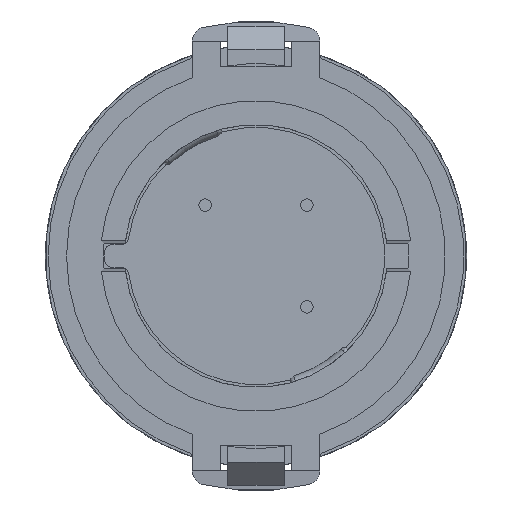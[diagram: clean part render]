
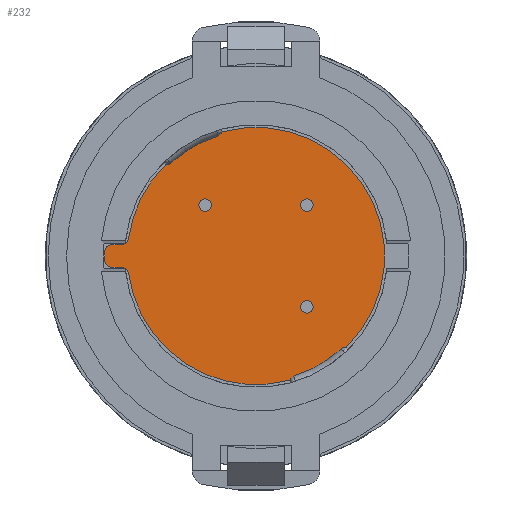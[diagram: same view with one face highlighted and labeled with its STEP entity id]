
A CAD part, front view. The second image highlights one B-rep face of the part: STEP entity #232.
In plain terms, the highlighted planar face has unit normal (0, -1, 0).
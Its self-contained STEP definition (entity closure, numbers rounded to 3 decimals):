
#28 = VERTEX_POINT ( 'NONE', #3195 ) ;
#30 = VERTEX_POINT ( 'NONE', #3196 ) ;
#31 = VERTEX_POINT ( 'NONE', #3200 ) ;
#33 = VERTEX_POINT ( 'NONE', #3332 ) ;
#140 = VERTEX_POINT ( 'NONE', #3303 ) ;
#232 = ADVANCED_FACE ( 'NONE', ( #1572 ), #928, .F. ) ;
#558 = DIRECTION ( 'NONE',  ( -0.707, 0., 0.707 ) ) ;
#559 = DIRECTION ( 'NONE',  ( 0., 1., 0. ) ) ;
#560 = CARTESIAN_POINT ( 'NONE',  ( -4.756, -8.4, 0.65 ) ) ;
#565 = CARTESIAN_POINT ( 'NONE',  ( -5.35, -8.4, -0.15 ) ) ;
#568 = DIRECTION ( 'NONE',  ( 0., 0., -1. ) ) ;
#614 = DIRECTION ( 'NONE',  ( -0.707, 0., 0.707 ) ) ;
#615 = DIRECTION ( 'NONE',  ( 0., -1., 0. ) ) ;
#616 = CARTESIAN_POINT ( 'NONE',  ( -5.1, -8.4, 0.15 ) ) ;
#634 = DIRECTION ( 'NONE',  ( -0.707, 0., 0.707 ) ) ;
#635 = DIRECTION ( 'NONE',  ( 0., 1., 0. ) ) ;
#636 = CARTESIAN_POINT ( 'NONE',  ( -4.756, -8.4, -0.65 ) ) ;
#923 = DIRECTION ( 'NONE',  ( -0.707, 0., 0.707 ) ) ;
#924 = DIRECTION ( 'NONE',  ( 0., 1., 0. ) ) ;
#928 = PLANE ( 'NONE',  #3541 ) ;
#931 = CARTESIAN_POINT ( 'NONE',  ( 0., -8.4, 0. ) ) ;
#1572 = FACE_OUTER_BOUND ( 'NONE', #3478, .T. ) ;
#1646 = CIRCLE ( 'NONE', #3513, 0.25 ) ;
#1652 = CIRCLE ( 'NONE', #3508, 0.25 ) ;
#1806 = LINE ( 'NONE', #565, #1809 ) ;
#1807 = CIRCLE ( 'NONE', #3512, 0.25 ) ;
#1809 = VECTOR ( 'NONE', #568, 1000. ) ;
#1817 = LINE ( 'NONE', #2454, #1820 ) ;
#1820 = VECTOR ( 'NONE', #2398, 1000. ) ;
#1824 = CIRCLE ( 'NONE', #3659, 4.55 ) ;
#1829 = CIRCLE ( 'NONE', #3524, 0.25 ) ;
#1833 = CIRCLE ( 'NONE', #3660, 4.55 ) ;
#1834 = LINE ( 'NONE', #2305, #1842 ) ;
#1835 = CIRCLE ( 'NONE', #3662, 4.55 ) ;
#1836 = CIRCLE ( 'NONE', #3664, 0.25 ) ;
#1837 = CIRCLE ( 'NONE', #3663, 0.25 ) ;
#1842 = VECTOR ( 'NONE', #2311, 1000. ) ;
#2164 = ORIENTED_EDGE ( 'NONE', *, *, #2585, .T. ) ;
#2165 = ORIENTED_EDGE ( 'NONE', *, *, #2559, .T. ) ;
#2166 = ORIENTED_EDGE ( 'NONE', *, *, #2558, .T. ) ;
#2169 = ORIENTED_EDGE ( 'NONE', *, *, #2580, .F. ) ;
#2170 = ORIENTED_EDGE ( 'NONE', *, *, #2579, .F. ) ;
#2171 = ORIENTED_EDGE ( 'NONE', *, *, #2565, .T. ) ;
#2172 = ORIENTED_EDGE ( 'NONE', *, *, #2536, .T. ) ;
#2173 = ORIENTED_EDGE ( 'NONE', *, *, #2582, .T. ) ;
#2174 = ORIENTED_EDGE ( 'NONE', *, *, #2581, .T. ) ;
#2175 = ORIENTED_EDGE ( 'NONE', *, *, #2541, .T. ) ;
#2178 = ORIENTED_EDGE ( 'NONE', *, *, #2573, .T. ) ;
#2180 = ORIENTED_EDGE ( 'NONE', *, *, #2575, .F. ) ;
#2253 = CARTESIAN_POINT ( 'NONE',  ( 0., -8.4, 0. ) ) ;
#2263 = CARTESIAN_POINT ( 'NONE',  ( -4.756, -8.4, 0.65 ) ) ;
#2266 = DIRECTION ( 'NONE',  ( 0., 1., 0. ) ) ;
#2278 = DIRECTION ( 'NONE',  ( 0., 1., 0. ) ) ;
#2285 = DIRECTION ( 'NONE',  ( -0.707, 0., 0.707 ) ) ;
#2299 = DIRECTION ( 'NONE',  ( 0., -1., 0. ) ) ;
#2302 = DIRECTION ( 'NONE',  ( -0.707, 0., 0.707 ) ) ;
#2305 = CARTESIAN_POINT ( 'NONE',  ( -5.1, -8.4, 0.4 ) ) ;
#2306 = CARTESIAN_POINT ( 'NONE',  ( -5.1, -8.4, -0.15 ) ) ;
#2307 = DIRECTION ( 'NONE',  ( 0., -1., 0. ) ) ;
#2308 = DIRECTION ( 'NONE',  ( -0.707, 0., 0.707 ) ) ;
#2311 = DIRECTION ( 'NONE',  ( -1., 0., 0. ) ) ;
#2321 = DIRECTION ( 'NONE',  ( 0., 1., 0. ) ) ;
#2322 = DIRECTION ( 'NONE',  ( -0.707, 0., 0.707 ) ) ;
#2325 = CARTESIAN_POINT ( 'NONE',  ( 0., -8.4, 0. ) ) ;
#2327 = DIRECTION ( 'NONE',  ( -0.707, 0., 0.707 ) ) ;
#2330 = CARTESIAN_POINT ( 'NONE',  ( 0., -8.4, 0. ) ) ;
#2333 = DIRECTION ( 'NONE',  ( -0.707, 0., 0.707 ) ) ;
#2335 = CARTESIAN_POINT ( 'NONE',  ( -5.1, -8.4, 0.15 ) ) ;
#2337 = DIRECTION ( 'NONE',  ( 0., 1., 0. ) ) ;
#2398 = DIRECTION ( 'NONE',  ( 1., 0., 0. ) ) ;
#2454 = CARTESIAN_POINT ( 'NONE',  ( -4.532, -8.4, -0.4 ) ) ;
#2536 = EDGE_CURVE ( 'NONE', #31, #3375, #1646, .T. ) ;
#2541 = EDGE_CURVE ( 'NONE', #30, #140, #1652, .T. ) ;
#2558 = EDGE_CURVE ( 'NONE', #3365, #33, #1807, .T. ) ;
#2559 = EDGE_CURVE ( 'NONE', #3364, #3370, #1806, .T. ) ;
#2565 = EDGE_CURVE ( 'NONE', #28, #31, #1817, .T. ) ;
#2573 = EDGE_CURVE ( 'NONE', #3362, #3365, #1829, .T. ) ;
#2575 = EDGE_CURVE ( 'NONE', #3362, #3373, #1824, .T. ) ;
#2579 = EDGE_CURVE ( 'NONE', #3373, #3372, #1833, .T. ) ;
#2580 = EDGE_CURVE ( 'NONE', #3372, #3375, #1835, .T. ) ;
#2581 = EDGE_CURVE ( 'NONE', #140, #3364, #1836, .T. ) ;
#2582 = EDGE_CURVE ( 'NONE', #3370, #28, #1837, .T. ) ;
#2585 = EDGE_CURVE ( 'NONE', #33, #30, #1834, .T. ) ;
#3058 = CARTESIAN_POINT ( 'NONE',  ( -5.35, -8.4, -0.15 ) ) ;
#3115 = CARTESIAN_POINT ( 'NONE',  ( -4.579, -8.4, 0.473 ) ) ;
#3116 = CARTESIAN_POINT ( 'NONE',  ( -5.35, -8.4, 0.15 ) ) ;
#3119 = CARTESIAN_POINT ( 'NONE',  ( -4.508, -8.4, 0.616 ) ) ;
#3133 = CARTESIAN_POINT ( 'NONE',  ( 3.217, -8.4, -3.217 ) ) ;
#3134 = CARTESIAN_POINT ( 'NONE',  ( -3.217, -8.4, 3.217 ) ) ;
#3140 = CARTESIAN_POINT ( 'NONE',  ( -4.508, -8.4, -0.616 ) ) ;
#3195 = CARTESIAN_POINT ( 'NONE',  ( -5.1, -8.4, -0.4 ) ) ;
#3196 = CARTESIAN_POINT ( 'NONE',  ( -5.1, -8.4, 0.4 ) ) ;
#3200 = CARTESIAN_POINT ( 'NONE',  ( -4.756, -8.4, -0.4 ) ) ;
#3303 = CARTESIAN_POINT ( 'NONE',  ( -5.277, -8.4, 0.327 ) ) ;
#3332 = CARTESIAN_POINT ( 'NONE',  ( -4.756, -8.4, 0.4 ) ) ;
#3362 = VERTEX_POINT ( 'NONE', #3119 ) ;
#3364 = VERTEX_POINT ( 'NONE', #3116 ) ;
#3365 = VERTEX_POINT ( 'NONE', #3115 ) ;
#3370 = VERTEX_POINT ( 'NONE', #3058 ) ;
#3372 = VERTEX_POINT ( 'NONE', #3133 ) ;
#3373 = VERTEX_POINT ( 'NONE', #3134 ) ;
#3375 = VERTEX_POINT ( 'NONE', #3140 ) ;
#3478 = EDGE_LOOP ( 'NONE', ( #2180, #2178, #2166, #2164, #2175, #2174, #2165, #2173, #2171, #2172, #2169, #2170 ) ) ;
#3508 = AXIS2_PLACEMENT_3D ( 'NONE', #616, #615, #614 ) ;
#3512 = AXIS2_PLACEMENT_3D ( 'NONE', #560, #559, #558 ) ;
#3513 = AXIS2_PLACEMENT_3D ( 'NONE', #636, #635, #634 ) ;
#3524 = AXIS2_PLACEMENT_3D ( 'NONE', #2263, #2266, #2327 ) ;
#3541 = AXIS2_PLACEMENT_3D ( 'NONE', #931, #924, #923 ) ;
#3659 = AXIS2_PLACEMENT_3D ( 'NONE', #2253, #2278, #2285 ) ;
#3660 = AXIS2_PLACEMENT_3D ( 'NONE', #2325, #2321, #2322 ) ;
#3662 = AXIS2_PLACEMENT_3D ( 'NONE', #2330, #2337, #2333 ) ;
#3663 = AXIS2_PLACEMENT_3D ( 'NONE', #2306, #2307, #2308 ) ;
#3664 = AXIS2_PLACEMENT_3D ( 'NONE', #2335, #2299, #2302 ) ;
